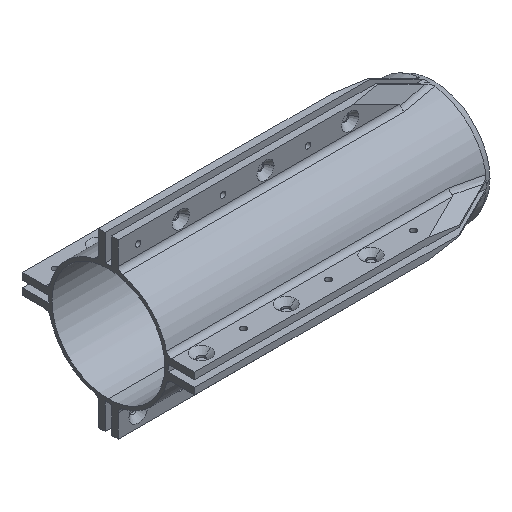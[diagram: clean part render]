
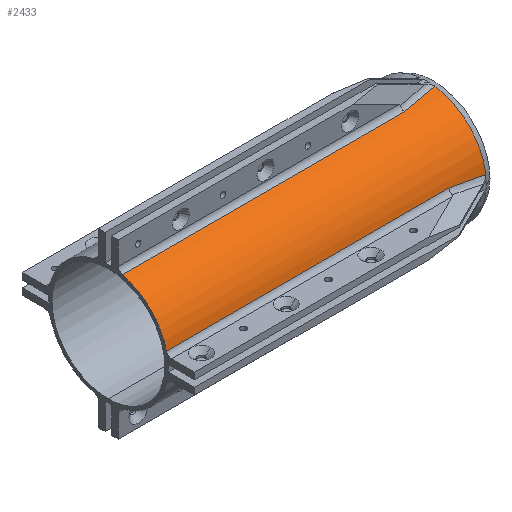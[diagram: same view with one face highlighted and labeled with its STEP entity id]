
A CAD part, isometric view. The second image highlights one B-rep face of the part: STEP entity #2433.
In plain terms, the highlighted cylindrical face has radius 28.639 mm (diameter 57.277 mm), a partial arc.
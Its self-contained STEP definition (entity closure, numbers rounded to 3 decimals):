
#1957=CARTESIAN_POINT('Line Origine',(-76.2,-27.842,6.708)) ;
#1961=CARTESIAN_POINT('Vertex',(-152.4,-27.842,6.708)) ;
#1963=CARTESIAN_POINT('Vertex',(-17.201,-27.842,6.708)) ;
#2359=CARTESIAN_POINT('Axis2P3D Location',(-50.8,0.,0.)) ;
#2365=CARTESIAN_POINT('Control Point',(0.,-28.24,4.763)) ;
#2366=CARTESIAN_POINT('Control Point',(0.,-28.286,4.489)) ;
#2367=CARTESIAN_POINT('Control Point',(0.,-28.328,4.215)) ;
#2368=CARTESIAN_POINT('Control Point',(0.,-28.366,3.94)) ;
#2369=CARTESIAN_POINT('Vertex',(0.,-28.366,3.94)) ;
#2371=CARTESIAN_POINT('Vertex',(0.,-28.24,4.763)) ;
#2374=CARTESIAN_POINT('Axis2P3D Location',(0.,0.,0.)) ;
#2378=CARTESIAN_POINT('Vertex',(0.,-4.763,28.24)) ;
#2382=CARTESIAN_POINT('Control Point',(0.,-4.763,28.24)) ;
#2383=CARTESIAN_POINT('Control Point',(0.,-4.489,28.286)) ;
#2384=CARTESIAN_POINT('Control Point',(0.,-4.215,28.328)) ;
#2385=CARTESIAN_POINT('Control Point',(0.,-3.94,28.366)) ;
#2386=CARTESIAN_POINT('Vertex',(0.,-3.94,28.366)) ;
#2390=CARTESIAN_POINT('Control Point',(0.,-3.94,28.366)) ;
#2391=CARTESIAN_POINT('Control Point',(-5.733,-4.84,28.241)) ;
#2392=CARTESIAN_POINT('Control Point',(-11.46,-5.762,28.07)) ;
#2393=CARTESIAN_POINT('Control Point',(-17.201,-6.708,27.842)) ;
#2394=CARTESIAN_POINT('Vertex',(-17.201,-6.708,27.842)) ;
#2397=CARTESIAN_POINT('Line Origine',(-50.8,-6.708,27.842)) ;
#2401=CARTESIAN_POINT('Vertex',(-152.4,-6.708,27.842)) ;
#2404=CARTESIAN_POINT('Axis2P3D Location',(-152.4,0.,0.)) ;
#2408=CARTESIAN_POINT('Vertex',(-152.4,-20.25,20.25)) ;
#2411=CARTESIAN_POINT('Axis2P3D Location',(-152.4,0.,0.)) ;
#2417=CARTESIAN_POINT('Control Point',(0.,-28.366,3.94)) ;
#2418=CARTESIAN_POINT('Control Point',(-5.733,-28.241,4.84)) ;
#2419=CARTESIAN_POINT('Control Point',(-11.46,-28.07,5.762)) ;
#2420=CARTESIAN_POINT('Control Point',(-17.201,-27.842,6.708)) ;
#1959=VECTOR('Line Direction',#1958,1.) ;
#2399=VECTOR('Line Direction',#2398,1.) ;
#1958=DIRECTION('Vector Direction',(1.,0.,0.)) ;
#2360=DIRECTION('Axis2P3D Direction',(1.,0.,-0.)) ;
#2361=DIRECTION('Axis2P3D XDirection',(0.,-0.707,0.707)) ;
#2375=DIRECTION('Axis2P3D Direction',(1.,0.,-0.)) ;
#2398=DIRECTION('Vector Direction',(1.,0.,0.)) ;
#2405=DIRECTION('Axis2P3D Direction',(1.,0.,-0.)) ;
#2412=DIRECTION('Axis2P3D Direction',(1.,0.,-0.)) ;
#2362=AXIS2_PLACEMENT_3D('Cylinder Axis2P3D',#2359,#2360,#2361) ;
#2376=AXIS2_PLACEMENT_3D('Circle Axis2P3D',#2374,#2375,$) ;
#2406=AXIS2_PLACEMENT_3D('Circle Axis2P3D',#2404,#2405,$) ;
#2413=AXIS2_PLACEMENT_3D('Circle Axis2P3D',#2411,#2412,$) ;
#1960=LINE('Line',#1957,#1959) ;
#2400=LINE('Line',#2397,#2399) ;
#2377=CIRCLE('generated circle',#2376,28.639) ;
#2407=CIRCLE('generated circle',#2406,28.639) ;
#2414=CIRCLE('generated circle',#2413,28.639) ;
#2363=CYLINDRICAL_SURFACE('generated cylinder',#2362,28.639) ;
#1965=EDGE_CURVE('',#1962,#1964,#1960,.T.) ;
#2373=EDGE_CURVE('',#2370,#2372,#2364,.F.) ;
#2380=EDGE_CURVE('',#2372,#2379,#2377,.F.) ;
#2388=EDGE_CURVE('',#2387,#2379,#2381,.F.) ;
#2396=EDGE_CURVE('',#2395,#2387,#2389,.F.) ;
#2403=EDGE_CURVE('',#2402,#2395,#2400,.T.) ;
#2410=EDGE_CURVE('',#2409,#2402,#2407,.F.) ;
#2415=EDGE_CURVE('',#2409,#1962,#2414,.T.) ;
#2421=EDGE_CURVE('',#1964,#2370,#2416,.F.) ;
#2423=ORIENTED_EDGE('',*,*,#2373,.T.) ;
#2424=ORIENTED_EDGE('',*,*,#2380,.T.) ;
#2425=ORIENTED_EDGE('',*,*,#2388,.F.) ;
#2426=ORIENTED_EDGE('',*,*,#2396,.F.) ;
#2427=ORIENTED_EDGE('',*,*,#2403,.F.) ;
#2428=ORIENTED_EDGE('',*,*,#2410,.F.) ;
#2429=ORIENTED_EDGE('',*,*,#2415,.T.) ;
#2430=ORIENTED_EDGE('',*,*,#1965,.T.) ;
#2431=ORIENTED_EDGE('',*,*,#2421,.T.) ;
#2422=EDGE_LOOP('',(#2423,#2424,#2425,#2426,#2427,#2428,#2429,#2430,#2431)) ;
#1962=VERTEX_POINT('',#1961) ;
#1964=VERTEX_POINT('',#1963) ;
#2370=VERTEX_POINT('',#2369) ;
#2372=VERTEX_POINT('',#2371) ;
#2379=VERTEX_POINT('',#2378) ;
#2387=VERTEX_POINT('',#2386) ;
#2395=VERTEX_POINT('',#2394) ;
#2402=VERTEX_POINT('',#2401) ;
#2409=VERTEX_POINT('',#2408) ;
#2433=ADVANCED_FACE('Binder',(#2432),#2363,.T.) ;
#2364=B_SPLINE_CURVE_WITH_KNOTS('',3,(#2365,#2366,#2367,#2368),.UNSPECIFIED.,.F.,.U.,(4,4),(-1.213,-0.381),.UNSPECIFIED.) ;
#2381=B_SPLINE_CURVE_WITH_KNOTS('',3,(#2382,#2383,#2384,#2385),.UNSPECIFIED.,.F.,.U.,(4,4),(-1.213,-0.381),.UNSPECIFIED.) ;
#2389=B_SPLINE_CURVE_WITH_KNOTS('',3,(#2390,#2391,#2392,#2393),.UNSPECIFIED.,.F.,.U.,(4,4),(51.439,80.45),.UNSPECIFIED.) ;
#2416=B_SPLINE_CURVE_WITH_KNOTS('',3,(#2417,#2418,#2419,#2420),.UNSPECIFIED.,.F.,.U.,(4,4),(51.439,80.45),.UNSPECIFIED.) ;
#2432=FACE_OUTER_BOUND('',#2422,.T.) ;
